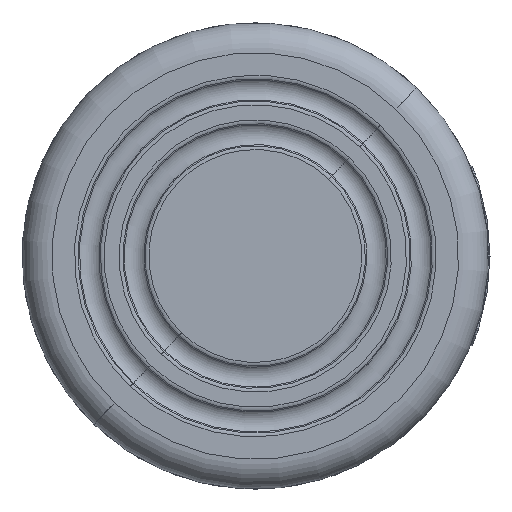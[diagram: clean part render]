
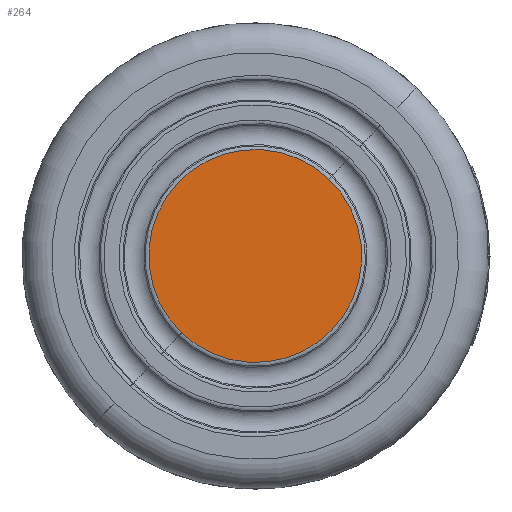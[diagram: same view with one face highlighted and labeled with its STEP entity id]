
A CAD part, left-side view. The second image highlights one B-rep face of the part: STEP entity #264.
In plain terms, the highlighted planar face has unit normal (-1, 0, 0).
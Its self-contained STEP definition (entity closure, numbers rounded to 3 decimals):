
#264=ADVANCED_FACE('',(#908),#909,.T.);
#908=FACE_OUTER_BOUND('',#7160,.T.);
#909=PLANE('',#7161);
#7160=EDGE_LOOP('',(#12494,#12495));
#7161=AXIS2_PLACEMENT_3D('',#12496,#12497,#12498);
#12494=ORIENTED_EDGE('',*,*,#15751,.F.);
#12495=ORIENTED_EDGE('',*,*,#15752,.F.);
#12496=CARTESIAN_POINT('',(66.473,490.205,420.047));
#12497=DIRECTION('',(-1.0,0.,0.));
#12498=DIRECTION('',(0.,1.0,0.0));
#15751=EDGE_CURVE('',#17279,#17280,#17281,.T.);
#15752=EDGE_CURVE('',#17280,#17279,#17282,.T.);
#17279=VERTEX_POINT('',#21104);
#17280=VERTEX_POINT('',#21105);
#17281=CIRCLE('',#21106,28.531);
#17282=CIRCLE('',#21107,28.531);
#21104=CARTESIAN_POINT('',(66.473,470.47,440.651));
#21105=CARTESIAN_POINT('',(66.473,509.941,399.442));
#21106=AXIS2_PLACEMENT_3D('',#25705,#25706,#25707);
#21107=AXIS2_PLACEMENT_3D('',#25708,#25709,#25710);
#25705=CARTESIAN_POINT('',(66.473,490.205,420.047));
#25706=DIRECTION('',(1.0,0.,0.));
#25707=DIRECTION('',(0.,-0.692,0.722));
#25708=CARTESIAN_POINT('',(66.473,490.205,420.047));
#25709=DIRECTION('',(1.0,0.,0.));
#25710=DIRECTION('',(0.,-0.692,0.722));
